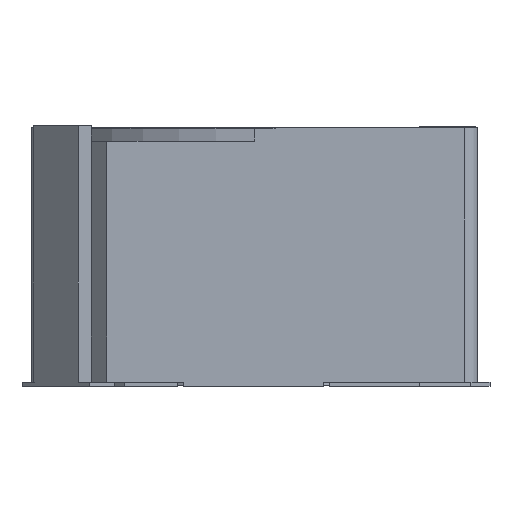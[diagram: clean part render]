
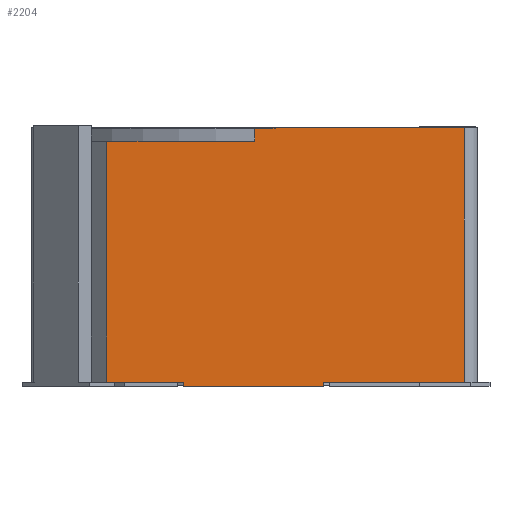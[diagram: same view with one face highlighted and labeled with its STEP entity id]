
A CAD part, left-side view. The second image highlights one B-rep face of the part: STEP entity #2204.
In plain terms, the highlighted planar face has unit normal (-1, 0, 0).
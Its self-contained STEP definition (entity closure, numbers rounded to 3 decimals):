
#83=PLANE('',#2309);
#373=ORIENTED_EDGE('',*,*,#728,.F.);
#374=ORIENTED_EDGE('',*,*,#773,.T.);
#375=ORIENTED_EDGE('',*,*,#769,.T.);
#376=ORIENTED_EDGE('',*,*,#666,.T.);
#377=ORIENTED_EDGE('',*,*,#669,.T.);
#378=ORIENTED_EDGE('',*,*,#772,.T.);
#379=ORIENTED_EDGE('',*,*,#647,.F.);
#380=ORIENTED_EDGE('',*,*,#689,.F.);
#381=ORIENTED_EDGE('',*,*,#774,.F.);
#382=ORIENTED_EDGE('',*,*,#775,.F.);
#383=ORIENTED_EDGE('',*,*,#776,.T.);
#647=EDGE_CURVE('',#859,#856,#991,.T.);
#666=EDGE_CURVE('',#878,#877,#1007,.T.);
#669=EDGE_CURVE('',#877,#880,#1009,.T.);
#689=EDGE_CURVE('',#893,#859,#1025,.T.);
#728=EDGE_CURVE('',#924,#925,#1059,.T.);
#769=EDGE_CURVE('',#955,#878,#1094,.T.);
#772=EDGE_CURVE('',#880,#856,#1096,.T.);
#773=EDGE_CURVE('',#924,#955,#1097,.F.);
#774=EDGE_CURVE('',#956,#893,#1098,.T.);
#775=EDGE_CURVE('',#957,#956,#1099,.T.);
#776=EDGE_CURVE('',#957,#925,#1100,.T.);
#856=VERTEX_POINT('',#3344);
#859=VERTEX_POINT('',#3350);
#877=VERTEX_POINT('',#3392);
#878=VERTEX_POINT('',#3394);
#880=VERTEX_POINT('',#3400);
#893=VERTEX_POINT('',#3438);
#924=VERTEX_POINT('',#3512);
#925=VERTEX_POINT('',#3514);
#955=VERTEX_POINT('',#3594);
#956=VERTEX_POINT('',#3602);
#957=VERTEX_POINT('',#3604);
#991=LINE('',#3351,#1165);
#1007=LINE('',#3393,#1181);
#1009=LINE('',#3399,#1183);
#1025=LINE('',#3437,#1199);
#1059=LINE('',#3513,#1233);
#1094=LINE('',#3593,#1268);
#1096=LINE('',#3598,#1270);
#1097=LINE('',#3600,#1271);
#1098=LINE('',#3601,#1272);
#1099=LINE('',#3603,#1273);
#1100=LINE('',#3605,#1274);
#1165=VECTOR('',#2398,1000.);
#1181=VECTOR('',#2430,1000.);
#1183=VECTOR('',#2436,1000.);
#1199=VECTOR('',#2470,1000.);
#1233=VECTOR('',#2524,1000.);
#1268=VECTOR('',#2589,1000.);
#1270=VECTOR('',#2595,1000.);
#1271=VECTOR('',#2598,1000.);
#1272=VECTOR('',#2599,1000.);
#1273=VECTOR('',#2600,1000.);
#1274=VECTOR('',#2601,1000.);
#1364=EDGE_LOOP('',(#373,#374,#375,#376,#377,#378,#379,#380,#381,#382,#383));
#1464=FACE_BOUND('',#1364,.T.);
#2204=ADVANCED_FACE('',(#1464),#83,.T.);
#2309=AXIS2_PLACEMENT_3D('',#3599,#2596,#2597);
#2398=DIRECTION('',(0.,0.,1.));
#2430=DIRECTION('',(0.,0.,-1.));
#2436=DIRECTION('',(0.,0.,-1.));
#2470=DIRECTION('',(0.,1.,0.));
#2524=DIRECTION('',(0.,1.,0.));
#2589=DIRECTION('',(0.,1.,0.));
#2595=DIRECTION('',(0.,1.,0.));
#2596=DIRECTION('',(-1.,0.,0.));
#2597=DIRECTION('',(0.,-1.,0.));
#2598=DIRECTION('',(0.,0.,-1.));
#2599=DIRECTION('',(0.,0.,1.));
#2600=DIRECTION('',(0.,1.,0.));
#2601=DIRECTION('',(0.,0.,1.));
#3344=CARTESIAN_POINT('',(-3.35,2.224,3.875));
#3350=CARTESIAN_POINT('',(-3.35,2.224,0.25));
#3351=CARTESIAN_POINT('',(-3.35,2.224,-2.048));
#3392=CARTESIAN_POINT('',(-3.35,0.,4.07));
#3393=CARTESIAN_POINT('',(-3.35,0.,3.875));
#3394=CARTESIAN_POINT('',(-3.35,0.,4.075));
#3399=CARTESIAN_POINT('',(-3.35,0.,3.875));
#3400=CARTESIAN_POINT('',(-3.35,0.,3.875));
#3437=CARTESIAN_POINT('',(-3.35,-3.35,0.25));
#3438=CARTESIAN_POINT('',(-3.35,1.068,0.25));
#3512=CARTESIAN_POINT('',(-3.35,-3.15,0.25));
#3513=CARTESIAN_POINT('',(-3.35,-3.35,0.25));
#3514=CARTESIAN_POINT('',(-3.35,-1.032,0.25));
#3593=CARTESIAN_POINT('',(-3.35,-3.35,4.075));
#3594=CARTESIAN_POINT('',(-3.35,-3.15,4.075));
#3598=CARTESIAN_POINT('',(-3.35,-3.35,3.875));
#3599=CARTESIAN_POINT('',(-3.35,-3.35,3.8));
#3600=CARTESIAN_POINT('',(-3.35,-3.15,3.8));
#3601=CARTESIAN_POINT('',(-3.35,1.068,0.05));
#3602=CARTESIAN_POINT('',(-3.35,1.068,0.19));
#3603=CARTESIAN_POINT('',(-3.35,0.018,0.19));
#3604=CARTESIAN_POINT('',(-3.35,-1.032,0.19));
#3605=CARTESIAN_POINT('',(-3.35,-1.032,0.05));
